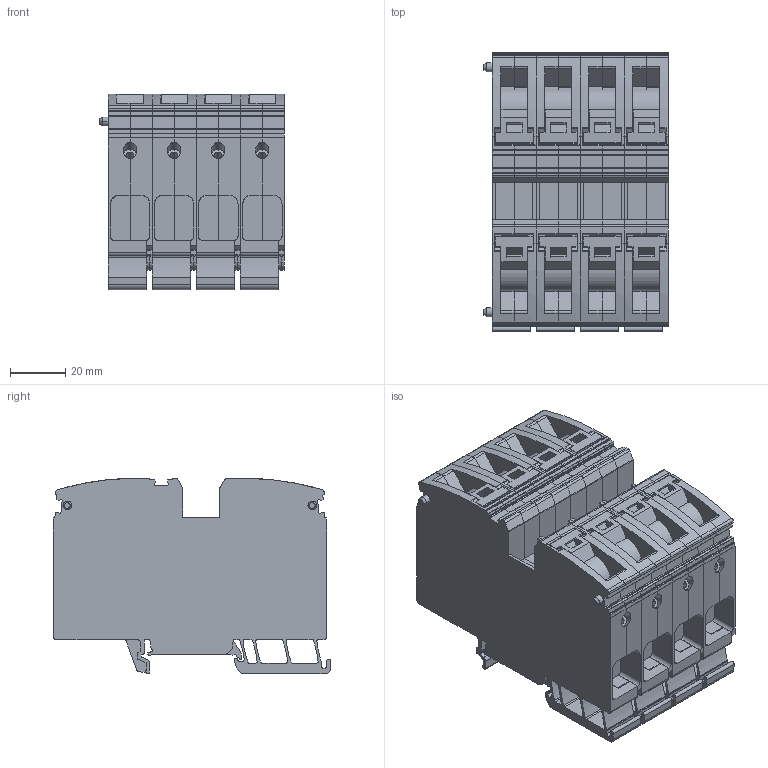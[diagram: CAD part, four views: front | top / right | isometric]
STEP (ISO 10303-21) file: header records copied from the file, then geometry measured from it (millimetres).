
FILE_DESCRIPTION(('CATIA V5R20 STEP214','CAx-IF Rec.Pracs.--- Model Styling and Organization---1.4--- 2014-01-23'),'2;1');
FILE_NAME ('425181-2_2', '2019-02-11T07:07:12+00:00', ('Weidmueller Interface'), ('Weidmueller'), 'CATIA Version 5-6 Release 2016 SP3 HF44', 'CATIA V5 STEP AP214', 'none');
FILE_SCHEMA(('AUTOMOTIVE_DESIGN { 1 0 10303 214 1 1 1 1 }'));
Products named in the file (1): 2552130000
Bounding box: 67 x 100.97 x 71.05 mm (x, y, z)
Volume: 343331.8 mm3; surface area: 144452.8 mm2
Topology: 16 solids, 24 shells, 2568 faces, 7776 edges, 5288 vertices
Faces by surface type: plane 1740, cylinder 760, cone 44, extrusion 24
Entity records: 86284 total; most frequent: CARTESIAN_POINT 18389, ORIENTED_EDGE 15552, DIRECTION 11768, EDGE_CURVE 7776, VECTOR 5896, LINE 5872, VERTEX_POINT 5288, AXIS2_PLACEMENT_3D 3713
